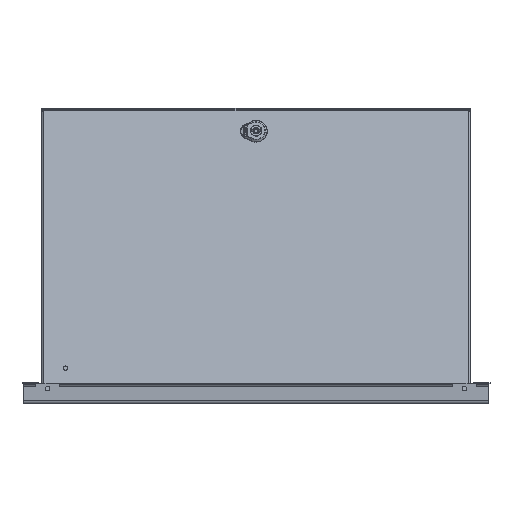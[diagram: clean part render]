
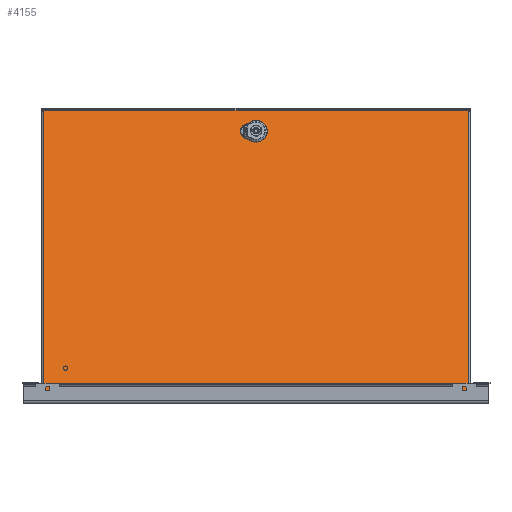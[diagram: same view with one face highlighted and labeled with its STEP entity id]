
A CAD part, left-side view. The second image highlights one B-rep face of the part: STEP entity #4155.
In plain terms, the highlighted face is planar.
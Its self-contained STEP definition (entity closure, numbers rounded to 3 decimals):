
#2274=LINE('',#22532,#2938);
#2278=LINE('',#22544,#2942);
#2282=LINE('',#22556,#2946);
#2286=LINE('',#22568,#2950);
#2314=LINE('',#22664,#2978);
#2341=LINE('',#22824,#3005);
#2343=LINE('',#22830,#3007);
#2345=LINE('',#22836,#3009);
#2346=LINE('',#22838,#3010);
#2347=LINE('',#22840,#3011);
#2348=LINE('',#22842,#3012);
#2938=VECTOR('',#13485,1.);
#2942=VECTOR('',#13497,1.);
#2946=VECTOR('',#13509,1.);
#2950=VECTOR('',#13521,1.);
#2978=VECTOR('',#13609,1.);
#3005=VECTOR('',#13702,1.);
#3007=VECTOR('',#13710,1.);
#3009=VECTOR('',#13716,1.);
#3010=VECTOR('',#13719,1.);
#3011=VECTOR('',#13720,1.);
#3012=VECTOR('',#13721,1.);
#3408=CIRCLE('',#11457,11.25);
#3410=CIRCLE('',#11461,11.25);
#3412=CIRCLE('',#11465,11.25);
#3414=CIRCLE('',#11469,11.25);
#3618=FACE_BOUND('',#5518,.T.);
#3619=FACE_BOUND('',#5519,.T.);
#4155=ADVANCED_FACE('F36',(#3618,#3619),#4448,.T.);
#4448=PLANE('',#11537);
#5518=EDGE_LOOP('',(#7965,#7966,#7967,#7968,#7969,#7970,#7971,#7972));
#5519=EDGE_LOOP('',(#7973,#7974,#7975,#7976,#7977,#7978,#7979,#7980));
#7965=ORIENTED_EDGE('',*,*,#10371,.T.);
#7966=ORIENTED_EDGE('',*,*,#10368,.F.);
#7967=ORIENTED_EDGE('',*,*,#10365,.F.);
#7968=ORIENTED_EDGE('',*,*,#10310,.F.);
#7969=ORIENTED_EDGE('',*,*,#10270,.T.);
#7970=ORIENTED_EDGE('',*,*,#10372,.T.);
#7971=ORIENTED_EDGE('',*,*,#10373,.F.);
#7972=ORIENTED_EDGE('',*,*,#10374,.T.);
#7973=ORIENTED_EDGE('',*,*,#10268,.T.);
#7974=ORIENTED_EDGE('',*,*,#10265,.T.);
#7975=ORIENTED_EDGE('',*,*,#10262,.T.);
#7976=ORIENTED_EDGE('',*,*,#10259,.T.);
#7977=ORIENTED_EDGE('',*,*,#10256,.T.);
#7978=ORIENTED_EDGE('',*,*,#10253,.T.);
#7979=ORIENTED_EDGE('',*,*,#10250,.T.);
#7980=ORIENTED_EDGE('',*,*,#10247,.T.);
#9031=VERTEX_POINT('',#22530);
#9033=VERTEX_POINT('',#22533);
#9035=VERTEX_POINT('',#22539);
#9037=VERTEX_POINT('',#22545);
#9039=VERTEX_POINT('',#22551);
#9041=VERTEX_POINT('',#22557);
#9043=VERTEX_POINT('',#22563);
#9045=VERTEX_POINT('',#22569);
#9047=VERTEX_POINT('',#22579);
#9048=VERTEX_POINT('',#22580);
#9072=VERTEX_POINT('',#22661);
#9102=VERTEX_POINT('',#22825);
#9103=VERTEX_POINT('',#22831);
#9104=VERTEX_POINT('',#22835);
#9105=VERTEX_POINT('',#22839);
#9106=VERTEX_POINT('',#22841);
#10247=EDGE_CURVE('E164',#9033,#9031,#2274,.T.);
#10250=EDGE_CURVE('E163',#9035,#9033,#3408,.T.);
#10253=EDGE_CURVE('E162',#9037,#9035,#2278,.T.);
#10256=EDGE_CURVE('E161',#9039,#9037,#3410,.T.);
#10259=EDGE_CURVE('E160',#9041,#9039,#2282,.T.);
#10262=EDGE_CURVE('E159',#9043,#9041,#3412,.T.);
#10265=EDGE_CURVE('E158',#9045,#9043,#2286,.T.);
#10268=EDGE_CURVE('E157',#9031,#9045,#3414,.T.);
#10270=EDGE_CURVE('E154',#9047,#9048,#10751,.T.);
#10310=EDGE_CURVE('E100',#9047,#9072,#2314,.T.);
#10365=EDGE_CURVE('E108',#9072,#9102,#2341,.T.);
#10368=EDGE_CURVE('E94',#9102,#9103,#2343,.T.);
#10371=EDGE_CURVE('E153',#9104,#9103,#2345,.T.);
#10372=EDGE_CURVE('E155',#9048,#9105,#2346,.T.);
#10373=EDGE_CURVE('E116',#9106,#9105,#2347,.T.);
#10374=EDGE_CURVE('E156',#9106,#9104,#2348,.T.);
#10751=B_SPLINE_CURVE_WITH_KNOTS('',1,(#22577,#22578),.UNSPECIFIED.,.F.,
 .F.,(2,2),(0.,1.),.UNSPECIFIED.);
#11457=AXIS2_PLACEMENT_3D('',#22538,#13490,#13491);
#11461=AXIS2_PLACEMENT_3D('',#22550,#13502,#13503);
#11465=AXIS2_PLACEMENT_3D('',#22562,#13514,#13515);
#11469=AXIS2_PLACEMENT_3D('',#22574,#13526,#13527);
#11537=AXIS2_PLACEMENT_3D('',#22843,#13722,#13723);
#13485=DIRECTION('',(0.,1.,0.));
#13490=DIRECTION('',(0.,0.,-1.));
#13491=DIRECTION('',(-1.,0.,0.));
#13497=DIRECTION('',(-1.,0.,0.));
#13502=DIRECTION('',(0.,0.,-1.));
#13503=DIRECTION('',(0.,1.,0.));
#13509=DIRECTION('',(0.,-1.,0.));
#13514=DIRECTION('',(0.,0.,-1.));
#13515=DIRECTION('',(0.,1.,0.));
#13521=DIRECTION('',(1.,0.,0.));
#13526=DIRECTION('',(0.,0.,-1.));
#13527=DIRECTION('',(0.,1.,0.));
#13609=DIRECTION('',(-1.,0.,0.));
#13702=DIRECTION('',(0.,1.,0.));
#13710=DIRECTION('',(1.,0.,0.));
#13716=DIRECTION('',(0.,-1.,0.));
#13719=DIRECTION('',(1.,0.,0.));
#13720=DIRECTION('',(0.,-1.,0.));
#13721=DIRECTION('',(-1.,0.,0.));
#13722=DIRECTION('',(0.,0.,1.));
#13723=DIRECTION('',(0.,1.,0.));
#22530=CARTESIAN_POINT('',(771.15,-995.947,-23.749));
#22532=CARTESIAN_POINT('',(771.15,-1000.953,-23.749));
#22533=CARTESIAN_POINT('',(771.15,-1005.958,-23.749));
#22538=CARTESIAN_POINT('',(781.225,-1000.953,-23.749));
#22539=CARTESIAN_POINT('',(776.374,-1011.103,-23.749));
#22544=CARTESIAN_POINT('',(781.225,-1011.103,-23.749));
#22545=CARTESIAN_POINT('',(786.077,-1011.103,-23.749));
#22550=CARTESIAN_POINT('',(781.225,-1000.953,-23.749));
#22551=CARTESIAN_POINT('',(791.3,-1005.958,-23.749));
#22556=CARTESIAN_POINT('',(791.3,-1000.953,-23.749));
#22557=CARTESIAN_POINT('',(791.3,-995.947,-23.749));
#22562=CARTESIAN_POINT('',(781.225,-1000.953,-23.749));
#22563=CARTESIAN_POINT('',(785.971,-990.753,-23.749));
#22568=CARTESIAN_POINT('',(781.225,-990.753,-23.749));
#22569=CARTESIAN_POINT('',(776.48,-990.753,-23.749));
#22574=CARTESIAN_POINT('',(781.225,-1000.953,-23.749));
#22577=CARTESIAN_POINT('',(812.221,-1316.653,-23.749));
#22578=CARTESIAN_POINT('',(812.221,-1318.253,-23.749));
#22579=CARTESIAN_POINT('',(812.221,-1316.653,-23.749));
#22580=CARTESIAN_POINT('',(812.221,-1318.253,-23.749));
#22661=CARTESIAN_POINT('',(375.025,-1316.653,-23.749));
#22664=CARTESIAN_POINT('',(714.425,-1316.653,-23.749));
#22824=CARTESIAN_POINT('',(375.025,-1268.253,-23.749));
#22825=CARTESIAN_POINT('',(375.025,-685.253,-23.749));
#22830=CARTESIAN_POINT('',(714.425,-685.253,-23.749));
#22831=CARTESIAN_POINT('',(812.225,-685.253,-23.749));
#22835=CARTESIAN_POINT('',(812.225,-683.653,-23.749));
#22836=CARTESIAN_POINT('',(812.225,-684.453,-23.749));
#22838=CARTESIAN_POINT('',(714.425,-1318.253,-23.749));
#22839=CARTESIAN_POINT('',(814.426,-1318.253,-23.749));
#22840=CARTESIAN_POINT('',(814.426,-1269.454,-23.749));
#22841=CARTESIAN_POINT('',(814.425,-683.653,-23.749));
#22842=CARTESIAN_POINT('',(813.325,-683.653,-23.749));
#22843=CARTESIAN_POINT('',(714.425,-1268.253,-23.749));
